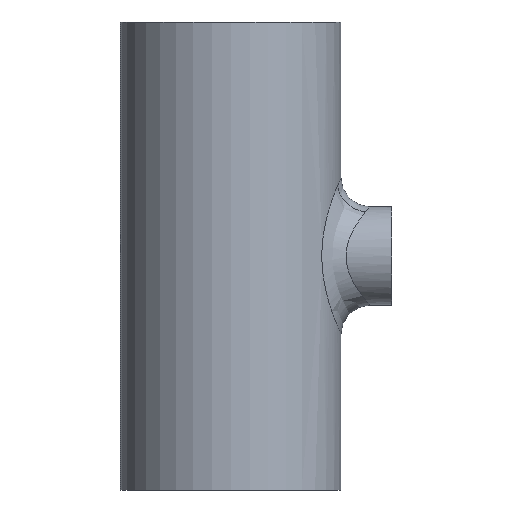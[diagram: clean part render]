
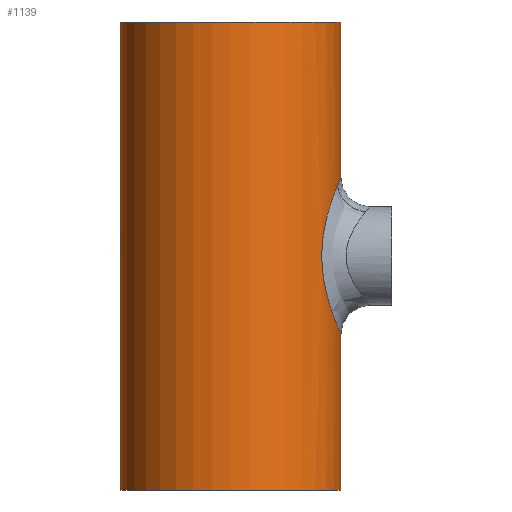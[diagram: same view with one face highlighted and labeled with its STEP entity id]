
A CAD part, front view. The second image highlights one B-rep face of the part: STEP entity #1139.
In plain terms, the highlighted cylindrical face has radius 30.15 mm (diameter 60.3 mm), a partial arc.
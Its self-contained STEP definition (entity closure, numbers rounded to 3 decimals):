
#20 = CARTESIAN_POINT ( 'NONE',  ( 0., 0., -64. ) ) ;
#35 = CARTESIAN_POINT ( 'NONE',  ( 30.034, -2.657, 21.189 ) ) ;
#58 = CARTESIAN_POINT ( 'NONE',  ( 24.947, -16.931, -1.203 ) ) ;
#63 = EDGE_CURVE ( 'NONE', #790, #1002, #1609, .T. ) ;
#75 = CARTESIAN_POINT ( 'NONE',  ( 26.98, -13.469, 13.075 ) ) ;
#90 = VECTOR ( 'NONE', #1273, 1000. ) ;
#120 = CARTESIAN_POINT ( 'NONE',  ( 0., 0., 64. ) ) ;
#182 = EDGE_CURVE ( 'NONE', #983, #948, #805, .T. ) ;
#183 = CARTESIAN_POINT ( 'NONE',  ( 25.733, -15.718, 8.116 ) ) ;
#191 = CARTESIAN_POINT ( 'NONE',  ( 29.238, -7.374, -19.325 ) ) ;
#199 = CARTESIAN_POINT ( 'NONE',  ( 30.025, -2.794, -21.168 ) ) ;
#206 = CARTESIAN_POINT ( 'NONE',  ( 25.077, -16.739, -3.434 ) ) ;
#220 = CARTESIAN_POINT ( 'NONE',  ( 0., 0., 64. ) ) ;
#245 = EDGE_CURVE ( 'NONE', #948, #1509, #448, .T. ) ;
#271 = ORIENTED_EDGE ( 'NONE', *, *, #545, .F. ) ;
#297 = DIRECTION ( 'NONE',  ( 1., 0., 0. ) ) ;
#307 = CARTESIAN_POINT ( 'NONE',  ( 29.202, -7.501, 19.236 ) ) ;
#308 = CARTESIAN_POINT ( 'NONE',  ( 27.303, -12.805, -14.104 ) ) ;
#315 = CARTESIAN_POINT ( 'NONE',  ( 25.669, -15.817, -7.738 ) ) ;
#322 = CARTESIAN_POINT ( 'NONE',  ( 25.109, -16.69, 3.799 ) ) ;
#329 = CARTESIAN_POINT ( 'NONE',  ( 29.97, -3.307, 21.042 ) ) ;
#331 = CARTESIAN_POINT ( 'NONE',  ( 29.673, -5.436, -20.361 ) ) ;
#376 = AXIS2_PLACEMENT_3D ( 'NONE', #220, #1413, #904 ) ;
#432 = CARTESIAN_POINT ( 'NONE',  ( 29.202, -7.501, 19.236 ) ) ;
#442 = CARTESIAN_POINT ( 'NONE',  ( 28.177, -10.755, -16.625 ) ) ;
#448 = B_SPLINE_CURVE_WITH_KNOTS ( 'NONE', 3,
 ( #432, #1087, #1505, #1214, #329, #35, #979, #1610, #1481, #1351 ),
 .UNSPECIFIED., .F., .F.,
 ( 4, 2, 2, 2, 4 ),
 ( 0.115, 0.119, 0.12, 0.121, 0.123 ),
 .UNSPECIFIED. ) ;
#450 = CARTESIAN_POINT ( 'NONE',  ( 29.355, -6.897, -19.606 ) ) ;
#457 = CARTESIAN_POINT ( 'NONE',  ( 26.106, -15.085, -9.803 ) ) ;
#515 = AXIS2_PLACEMENT_3D ( 'NONE', #20, #1065, #1590 ) ;
#545 = EDGE_CURVE ( 'NONE', #909, #1666, #1224, .T. ) ;
#554 = CARTESIAN_POINT ( 'NONE',  ( 29.202, -7.501, 19.236 ) ) ;
#561 = CARTESIAN_POINT ( 'NONE',  ( 30.15, 0., 64. ) ) ;
#571 = CARTESIAN_POINT ( 'NONE',  ( 30.135, -1.117, -21.415 ) ) ;
#578 = CARTESIAN_POINT ( 'NONE',  ( 24.92, -16.971, 0.468 ) ) ;
#597 = CARTESIAN_POINT ( 'NONE',  ( 27.266, -12.888, 13.985 ) ) ;
#620 = DIRECTION ( 'NONE',  ( 0., 0., -1. ) ) ;
#696 = CARTESIAN_POINT ( 'NONE',  ( 28.962, -8.437, 18.651 ) ) ;
#705 = CARTESIAN_POINT ( 'NONE',  ( 26.576, -14.242, 11.648 ) ) ;
#722 = CARTESIAN_POINT ( 'NONE',  ( 30.15, 0., -21.45 ) ) ;
#725 = CARTESIAN_POINT ( 'NONE',  ( 25.989, -15.286, -9.291 ) ) ;
#733 = CARTESIAN_POINT ( 'NONE',  ( 26.073, -15.142, 9.661 ) ) ;
#739 = VECTOR ( 'NONE', #1006, 1000. ) ;
#767 = LINE ( 'NONE', #1391, #1156 ) ;
#790 = VERTEX_POINT ( 'NONE', #897 ) ;
#804 = CARTESIAN_POINT ( 'NONE',  ( -30.15, 0., 64. ) ) ;
#805 = B_SPLINE_CURVE_WITH_KNOTS ( 'NONE', 3,
 ( #1629, #1361, #571, #1611, #199, #1088, #331, #450, #191, #955, #1380, #962, #442, #1096, #308, #971, #837, #457, #725, #1489, #315, #980, #846, #206, #1239, #1635, #58, #578, #1102, #1499, #322, #1249, #1483, #1506, #183, #733, #1223, #1620, #705, #75, #597, #832, #1628, #969, #696, #307 ),
 .UNSPECIFIED., .F., .F.,
 ( 4, 2, 2, 2, 2, 2, 2, 2, 2, 2, 2, 2, 2, 2, 2, 2, 2, 2, 2, 2, 2, 2, 4 ),
 ( 0.062, 0.063, 0.065, 0.068, 0.07, 0.072, 0.075, 0.079, 0.082, 0.084, 0.085, 0.089, 0.09, 0.092, 0.095, 0.097, 0.099, 0.102, 0.104, 0.105, 0.109, 0.112, 0.115 ),
 .UNSPECIFIED. ) ;
#824 = ORIENTED_EDGE ( 'NONE', *, *, #1279, .T. ) ;
#832 = CARTESIAN_POINT ( 'NONE',  ( 27.849, -11.575, 15.718 ) ) ;
#837 = CARTESIAN_POINT ( 'NONE',  ( 26.476, -14.432, -11.31 ) ) ;
#840 = ORIENTED_EDGE ( 'NONE', *, *, #63, .T. ) ;
#846 = CARTESIAN_POINT ( 'NONE',  ( 25.24, -16.493, -5.082 ) ) ;
#897 = CARTESIAN_POINT ( 'NONE',  ( -30.15, 0., -64. ) ) ;
#904 = DIRECTION ( 'NONE',  ( -1., 0., 0. ) ) ;
#909 = VERTEX_POINT ( 'NONE', #804 ) ;
#912 = CARTESIAN_POINT ( 'NONE',  ( -30.15, 0., 64. ) ) ;
#948 = VERTEX_POINT ( 'NONE', #554 ) ;
#955 = CARTESIAN_POINT ( 'NONE',  ( 28.992, -8.288, -18.723 ) ) ;
#962 = CARTESIAN_POINT ( 'NONE',  ( 28.462, -9.985, -17.38 ) ) ;
#969 = CARTESIAN_POINT ( 'NONE',  ( 28.696, -9.288, 17.986 ) ) ;
#971 = CARTESIAN_POINT ( 'NONE',  ( 26.744, -13.935, -12.271 ) ) ;
#979 = CARTESIAN_POINT ( 'NONE',  ( 30.062, -2.33, 21.251 ) ) ;
#980 = CARTESIAN_POINT ( 'NONE',  ( 25.391, -16.262, -6.158 ) ) ;
#983 = VERTEX_POINT ( 'NONE', #722 ) ;
#1002 = VERTEX_POINT ( 'NONE', #1237 ) ;
#1006 = DIRECTION ( 'NONE',  ( 0., 0., -1. ) ) ;
#1015 = EDGE_CURVE ( 'NONE', #983, #1002, #1255, .T. ) ;
#1033 = ORIENTED_EDGE ( 'NONE', *, *, #1473, .F. ) ;
#1065 = DIRECTION ( 'NONE',  ( 0., 0., 1. ) ) ;
#1075 = DIRECTION ( 'NONE',  ( 0., 0., 1. ) ) ;
#1087 = CARTESIAN_POINT ( 'NONE',  ( 29.487, -6.392, 19.928 ) ) ;
#1088 = CARTESIAN_POINT ( 'NONE',  ( 29.845, -4.413, -20.757 ) ) ;
#1096 = CARTESIAN_POINT ( 'NONE',  ( 27.594, -12.172, -14.978 ) ) ;
#1102 = CARTESIAN_POINT ( 'NONE',  ( 24.949, -16.929, 1.58 ) ) ;
#1137 = ORIENTED_EDGE ( 'NONE', *, *, #245, .T. ) ;
#1139 = ADVANCED_FACE ( 'NONE', ( #1680 ), #1559, .T. ) ;
#1156 = VECTOR ( 'NONE', #620, 1000. ) ;
#1214 = CARTESIAN_POINT ( 'NONE',  ( 29.932, -3.63, 20.957 ) ) ;
#1223 = CARTESIAN_POINT ( 'NONE',  ( 26.194, -14.933, 10.169 ) ) ;
#1224 = CIRCLE ( 'NONE', #1449, 30.15 ) ;
#1237 = CARTESIAN_POINT ( 'NONE',  ( 30.15, 0., -64. ) ) ;
#1239 = CARTESIAN_POINT ( 'NONE',  ( 25.033, -16.805, -2.877 ) ) ;
#1249 = CARTESIAN_POINT ( 'NONE',  ( 25.228, -16.509, 4.901 ) ) ;
#1255 = LINE ( 'NONE', #561, #739 ) ;
#1273 = DIRECTION ( 'NONE',  ( 0., 0., -1. ) ) ;
#1279 = EDGE_CURVE ( 'NONE', #909, #790, #1540, .T. ) ;
#1334 = CARTESIAN_POINT ( 'NONE',  ( 30.15, 0., 21.45 ) ) ;
#1351 = CARTESIAN_POINT ( 'NONE',  ( 30.15, 0., 21.45 ) ) ;
#1361 = CARTESIAN_POINT ( 'NONE',  ( 30.15, -0.558, -21.45 ) ) ;
#1377 = CARTESIAN_POINT ( 'NONE',  ( 30.15, 0., 64. ) ) ;
#1380 = CARTESIAN_POINT ( 'NONE',  ( 28.863, -8.726, -18.401 ) ) ;
#1391 = CARTESIAN_POINT ( 'NONE',  ( 30.15, 0., 64. ) ) ;
#1413 = DIRECTION ( 'NONE',  ( 0., 0., -1. ) ) ;
#1449 = AXIS2_PLACEMENT_3D ( 'NONE', #120, #1075, #297 ) ;
#1473 = EDGE_CURVE ( 'NONE', #1666, #1509, #767, .T. ) ;
#1481 = CARTESIAN_POINT ( 'NONE',  ( 30.15, -0.671, 21.45 ) ) ;
#1483 = CARTESIAN_POINT ( 'NONE',  ( 25.298, -16.402, 5.446 ) ) ;
#1489 = CARTESIAN_POINT ( 'NONE',  ( 25.77, -15.651, -8.26 ) ) ;
#1499 = CARTESIAN_POINT ( 'NONE',  ( 25.061, -16.763, 3.244 ) ) ;
#1505 = CARTESIAN_POINT ( 'NONE',  ( 29.724, -5.211, 20.478 ) ) ;
#1506 = CARTESIAN_POINT ( 'NONE',  ( 25.536, -16.031, 7.062 ) ) ;
#1509 = VERTEX_POINT ( 'NONE', #1334 ) ;
#1540 = LINE ( 'NONE', #912, #90 ) ;
#1559 = CYLINDRICAL_SURFACE ( 'NONE', #376, 30.15 ) ;
#1571 = EDGE_LOOP ( 'NONE', ( #1033, #271, #824, #840, #1623, #1675, #1137 ) ) ;
#1590 = DIRECTION ( 'NONE',  ( 1., 0., 0. ) ) ;
#1609 = CIRCLE ( 'NONE', #515, 30.15 ) ;
#1610 = CARTESIAN_POINT ( 'NONE',  ( 30.128, -1.338, 21.4 ) ) ;
#1611 = CARTESIAN_POINT ( 'NONE',  ( 30.072, -2.238, -21.274 ) ) ;
#1620 = CARTESIAN_POINT ( 'NONE',  ( 26.445, -14.483, 11.162 ) ) ;
#1623 = ORIENTED_EDGE ( 'NONE', *, *, #1015, .F. ) ;
#1628 = CARTESIAN_POINT ( 'NONE',  ( 28.139, -10.858, 16.519 ) ) ;
#1629 = CARTESIAN_POINT ( 'NONE',  ( 30.15, 0., -21.45 ) ) ;
#1635 = CARTESIAN_POINT ( 'NONE',  ( 24.968, -16.901, -1.76 ) ) ;
#1666 = VERTEX_POINT ( 'NONE', #1377 ) ;
#1675 = ORIENTED_EDGE ( 'NONE', *, *, #182, .T. ) ;
#1680 = FACE_OUTER_BOUND ( 'NONE', #1571, .T. ) ;
